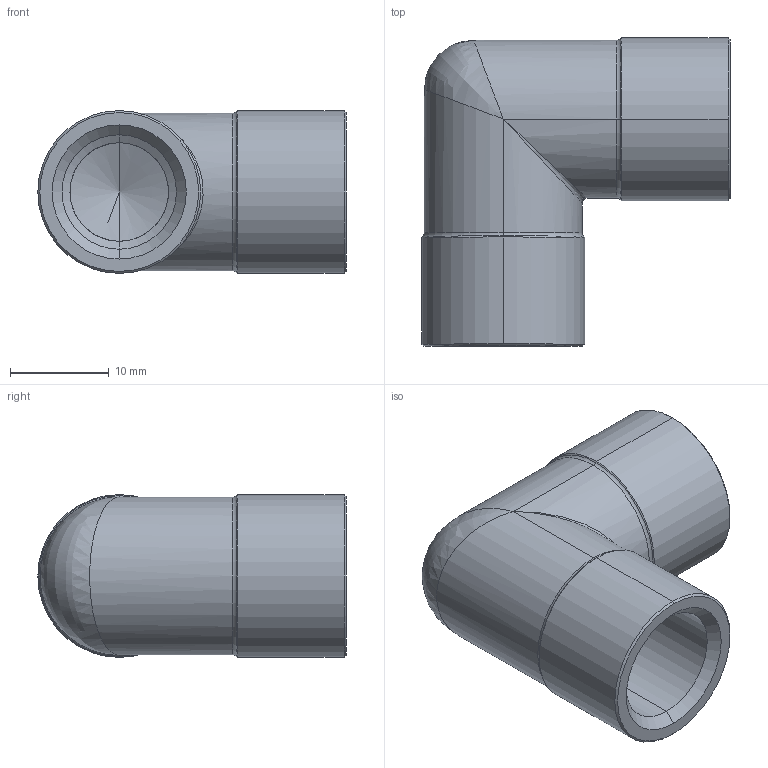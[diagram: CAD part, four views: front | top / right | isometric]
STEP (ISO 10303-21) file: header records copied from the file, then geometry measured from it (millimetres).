
FILE_DESCRIPTION (( 'STEP AP203' ), '1' );
FILE_NAME ('X5110002.STEP', '2011-10-25T06:10:14', ( 'SP' ), ( 'sopra-pneumatic' ), 'SwSTEP 2.0', 'SolidWorks 2011', '' );
FILE_SCHEMA (( 'CONFIG_CONTROL_DESIGN' ));
Length unit declared in the file: millimetre
Products named in the file (1): X5110002
Bounding box: 31.25 x 31.25 x 16.5 mm (x, y, z)
Volume: 4921.2 mm3; surface area: 4172.6 mm2
Topology: 1 solids, 1 shells, 54 faces, 112 edges, 52 vertices
Faces by surface type: cylinder 24, cone 22, torus 4, plane 2, bspline 2
Entity records: 1602 total; most frequent: CARTESIAN_POINT 461, DIRECTION 244, ORIENTED_EDGE 208, EDGE_CURVE 104, AXIS2_PLACEMENT_3D 103, EDGE_LOOP 56, ADVANCED_FACE 54, FACE_OUTER_BOUND 54
